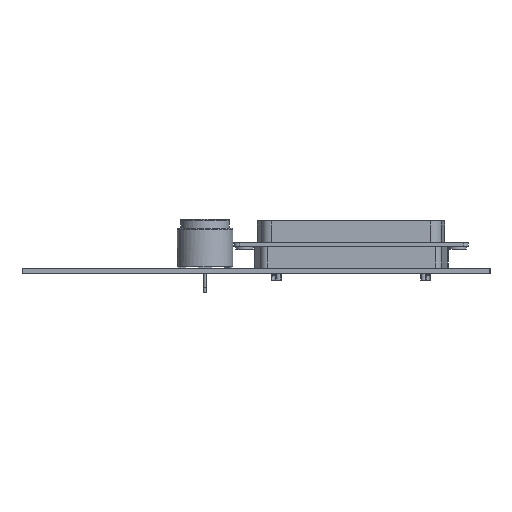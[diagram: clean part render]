
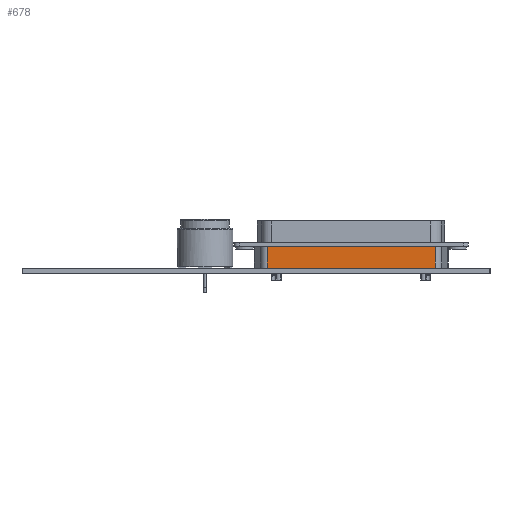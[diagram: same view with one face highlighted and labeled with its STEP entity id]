
A CAD part, left-side view. The second image highlights one B-rep face of the part: STEP entity #678.
In plain terms, the highlighted planar face has unit normal (-1, 0, 0).
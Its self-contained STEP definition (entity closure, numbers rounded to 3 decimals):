
#678 = ADVANCED_FACE( '', ( #1543 ), #1544, .T. );
#1543 = FACE_OUTER_BOUND( '', #2681, .T. );
#1544 = PLANE( '', #2682 );
#2681 = EDGE_LOOP( '', ( #4022, #4023, #4024, #4025 ) );
#2682 = AXIS2_PLACEMENT_3D( '', #4026, #4027, #4028 );
#4022 = ORIENTED_EDGE( '', *, *, #5121, .T. );
#4023 = ORIENTED_EDGE( '', *, *, #5122, .F. );
#4024 = ORIENTED_EDGE( '', *, *, #5073, .F. );
#4025 = ORIENTED_EDGE( '', *, *, #4983, .F. );
#4026 = CARTESIAN_POINT( '', ( 70.56, 63.492, 1.633 ) );
#4027 = DIRECTION( '', ( -1., 0., 0. ) );
#4028 = DIRECTION( '', ( 0., -1., 0. ) );
#4983 = EDGE_CURVE( '', #5324, #5326, #5327, .T. );
#5073 = EDGE_CURVE( '', #5326, #5471, #5472, .T. );
#5121 = EDGE_CURVE( '', #5324, #5538, #5539, .T. );
#5122 = EDGE_CURVE( '', #5471, #5538, #5540, .T. );
#5324 = VERTEX_POINT( '', #5801 );
#5326 = VERTEX_POINT( '', #5803 );
#5327 = LINE( '', #5804, #5805 );
#5471 = VERTEX_POINT( '', #6092 );
#5472 = LINE( '', #6093, #6094 );
#5538 = VERTEX_POINT( '', #6238 );
#5539 = LINE( '', #6239, #6240 );
#5540 = LINE( '', #6241, #6242 );
#5801 = CARTESIAN_POINT( '', ( 70.56, 63.492, 1.633 ) );
#5803 = CARTESIAN_POINT( '', ( 70.56, 63.492, 7.933 ) );
#5804 = CARTESIAN_POINT( '', ( 70.56, 63.492, 4.783 ) );
#5805 = VECTOR( '', #6541, 1000. );
#6092 = CARTESIAN_POINT( '', ( 70.56, 15.375, 7.933 ) );
#6093 = CARTESIAN_POINT( '', ( 70.56, 39.434, 7.933 ) );
#6094 = VECTOR( '', #6662, 1000. );
#6238 = CARTESIAN_POINT( '', ( 70.56, 15.375, 1.633 ) );
#6239 = CARTESIAN_POINT( '', ( 70.56, 39.434, 1.633 ) );
#6240 = VECTOR( '', #6704, 1000. );
#6241 = CARTESIAN_POINT( '', ( 70.56, 15.375, 4.783 ) );
#6242 = VECTOR( '', #6705, 1000. );
#6541 = DIRECTION( '', ( 0., 0., 1. ) );
#6662 = DIRECTION( '', ( 0., -1., 0. ) );
#6704 = DIRECTION( '', ( 0., -1., 0. ) );
#6705 = DIRECTION( '', ( 0., 0., -1. ) );
